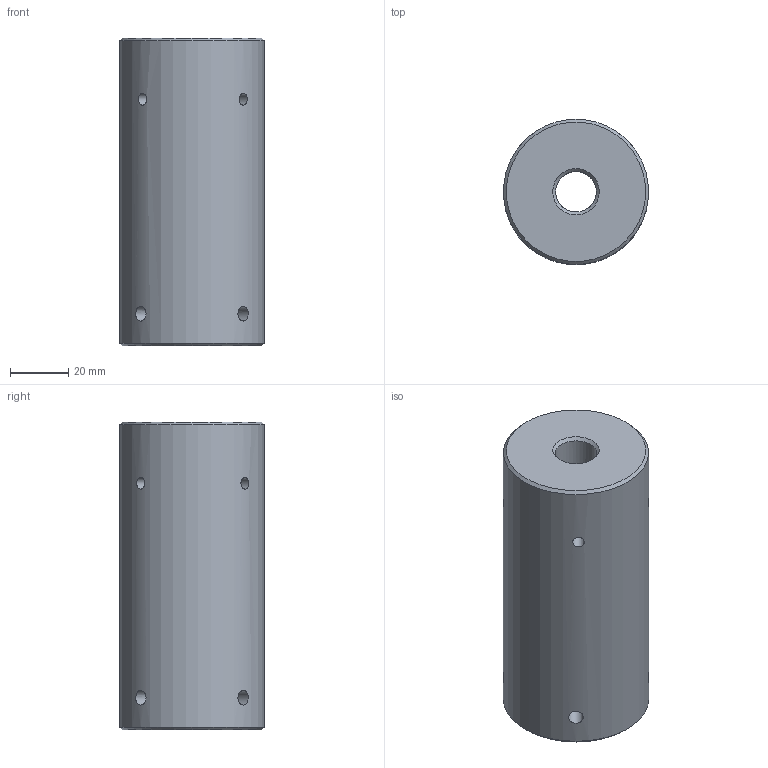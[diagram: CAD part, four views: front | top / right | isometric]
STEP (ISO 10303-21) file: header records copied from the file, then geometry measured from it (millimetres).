
FILE_DESCRIPTION(/* description */ (''),/* implementation_level */ '2;1');
FILE_NAME(/* name */ 'FixatubeFV.step',/* time_stamp */ '2020-12-29T11:34:08+01:00',/* author */ (''),/* organization */ (''),/* preprocessor_version */ 'ST-DEVELOPER v18.1',/* originating_system */ 'Autodesk Translation Framework v9.7.0.1280',/* authorisation */ '');
FILE_SCHEMA (('AUTOMOTIVE_DESIGN { 1 0 10303 214 3 1 1 }'));
Length unit declared in the file: millimetre
Products named in the file (1): Fixatube
Bounding box: 49.81 x 49.81 x 106 mm (x, y, z)
Volume: 141590.2 mm3; surface area: 29741.3 mm2
Topology: 1 solids, 1 shells, 18 faces, 65 edges, 46 vertices
Faces by surface type: cylinder 11, cone 4, plane 3
Full cylindrical faces by diameter (mm): 4 x4, 5 x4, 14 x1, 35 x1, 50 x1
Entity records: 1263 total; most frequent: CARTESIAN_POINT 686, ORIENTED_EDGE 130, DIRECTION 77, EDGE_CURVE 65, VERTEX_POINT 46, B_SPLINE_CURVE_WITH_KNOTS 36, EDGE_LOOP 33, AXIS2_PLACEMENT_3D 29
